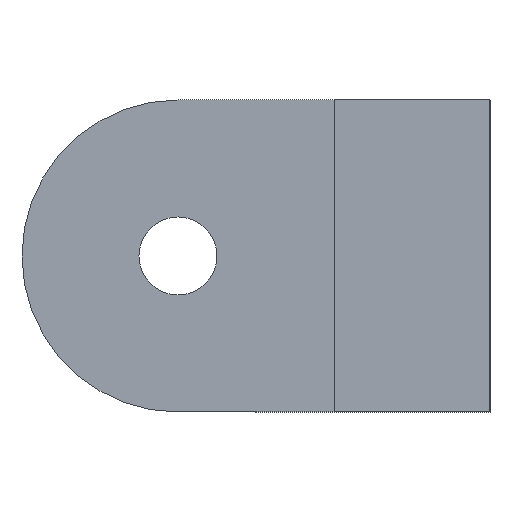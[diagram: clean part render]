
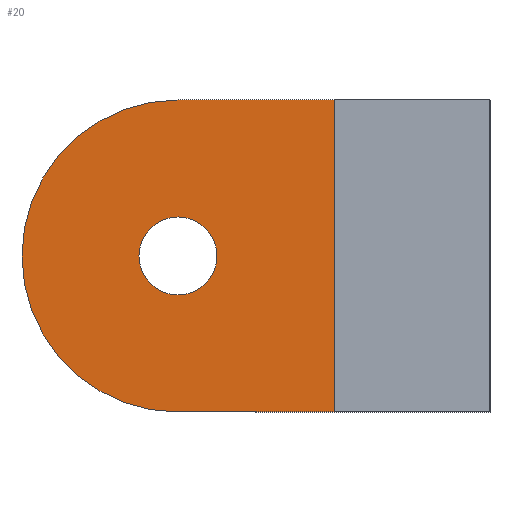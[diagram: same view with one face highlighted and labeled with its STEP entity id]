
A CAD part, left-side view. The second image highlights one B-rep face of the part: STEP entity #20.
In plain terms, the highlighted planar face has unit normal (-1, 0, 0).
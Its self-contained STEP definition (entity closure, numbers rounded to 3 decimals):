
#20 = ADVANCED_FACE ( 'NONE', ( #680, #210 ), #740, .T. ) ;
#22 = VERTEX_POINT ( 'NONE', #280 ) ;
#30 = DIRECTION ( 'NONE',  ( 0., 1., 0. ) ) ;
#51 = DIRECTION ( 'NONE',  ( 0., 0., 1. ) ) ;
#56 = EDGE_CURVE ( 'NONE', #532, #132, #313, .T. ) ;
#72 = EDGE_LOOP ( 'NONE', ( #334, #75 ) ) ;
#75 = ORIENTED_EDGE ( 'NONE', *, *, #735, .F. ) ;
#83 = LINE ( 'NONE', #482, #88 ) ;
#87 = EDGE_CURVE ( 'NONE', #150, #285, #688, .T. ) ;
#88 = VECTOR ( 'NONE', #542, 1000. ) ;
#96 = DIRECTION ( 'NONE',  ( 0., 0., 1. ) ) ;
#113 = DIRECTION ( 'NONE',  ( 0., 1., 0. ) ) ;
#132 = VERTEX_POINT ( 'NONE', #641 ) ;
#140 = AXIS2_PLACEMENT_3D ( 'NONE', #271, #157, #51 ) ;
#150 = VERTEX_POINT ( 'NONE', #690 ) ;
#157 = DIRECTION ( 'NONE',  ( -1., 0., 0. ) ) ;
#170 = LINE ( 'NONE', #357, #629 ) ;
#195 = CARTESIAN_POINT ( 'NONE',  ( -18., 10., 20. ) ) ;
#210 = FACE_OUTER_BOUND ( 'NONE', #335, .T. ) ;
#216 = EDGE_CURVE ( 'NONE', #674, #150, #170, .T. ) ;
#219 = CARTESIAN_POINT ( 'NONE',  ( -18., 30., 5. ) ) ;
#220 = DIRECTION ( 'NONE',  ( 0., 0., 1. ) ) ;
#246 = CARTESIAN_POINT ( 'NONE',  ( -18., 10., -20. ) ) ;
#248 = ORIENTED_EDGE ( 'NONE', *, *, #361, .T. ) ;
#254 = AXIS2_PLACEMENT_3D ( 'NONE', #591, #376, #607 ) ;
#271 = CARTESIAN_POINT ( 'NONE',  ( -18., 30., 0. ) ) ;
#280 = CARTESIAN_POINT ( 'NONE',  ( -18., 10., -20. ) ) ;
#285 = VERTEX_POINT ( 'NONE', #380 ) ;
#288 = VECTOR ( 'NONE', #30, 1000. ) ;
#300 = CIRCLE ( 'NONE', #254, 5. ) ;
#313 = CIRCLE ( 'NONE', #140, 5. ) ;
#334 = ORIENTED_EDGE ( 'NONE', *, *, #56, .F. ) ;
#335 = EDGE_LOOP ( 'NONE', ( #356, #721, #670, #248 ) ) ;
#356 = ORIENTED_EDGE ( 'NONE', *, *, #216, .T. ) ;
#357 = CARTESIAN_POINT ( 'NONE',  ( -18., 10., 20. ) ) ;
#361 = EDGE_CURVE ( 'NONE', #22, #674, #83, .T. ) ;
#367 = EDGE_CURVE ( 'NONE', #22, #285, #726, .T. ) ;
#376 = DIRECTION ( 'NONE',  ( -1., 0., 0. ) ) ;
#380 = CARTESIAN_POINT ( 'NONE',  ( -18., 30., -20. ) ) ;
#413 = AXIS2_PLACEMENT_3D ( 'NONE', #565, #449, #96 ) ;
#449 = DIRECTION ( 'NONE',  ( -1., 0., 0. ) ) ;
#482 = CARTESIAN_POINT ( 'NONE',  ( -18., 10., -20. ) ) ;
#532 = VERTEX_POINT ( 'NONE', #219 ) ;
#542 = DIRECTION ( 'NONE',  ( 0., 0., 1. ) ) ;
#556 = AXIS2_PLACEMENT_3D ( 'NONE', #746, #736, #220 ) ;
#565 = CARTESIAN_POINT ( 'NONE',  ( -18., 30., 0. ) ) ;
#591 = CARTESIAN_POINT ( 'NONE',  ( -18., 30., 0. ) ) ;
#607 = DIRECTION ( 'NONE',  ( 0., 0., 1. ) ) ;
#629 = VECTOR ( 'NONE', #113, 1000. ) ;
#641 = CARTESIAN_POINT ( 'NONE',  ( -18., 30., -5. ) ) ;
#670 = ORIENTED_EDGE ( 'NONE', *, *, #367, .F. ) ;
#674 = VERTEX_POINT ( 'NONE', #195 ) ;
#680 = FACE_BOUND ( 'NONE', #72, .T. ) ;
#688 = CIRCLE ( 'NONE', #556, 20. ) ;
#690 = CARTESIAN_POINT ( 'NONE',  ( -18., 30., 20. ) ) ;
#721 = ORIENTED_EDGE ( 'NONE', *, *, #87, .T. ) ;
#726 = LINE ( 'NONE', #246, #288 ) ;
#735 = EDGE_CURVE ( 'NONE', #132, #532, #300, .T. ) ;
#736 = DIRECTION ( 'NONE',  ( -1., 0., 0. ) ) ;
#740 = PLANE ( 'NONE',  #413 ) ;
#746 = CARTESIAN_POINT ( 'NONE',  ( -18., 30., 0. ) ) ;
